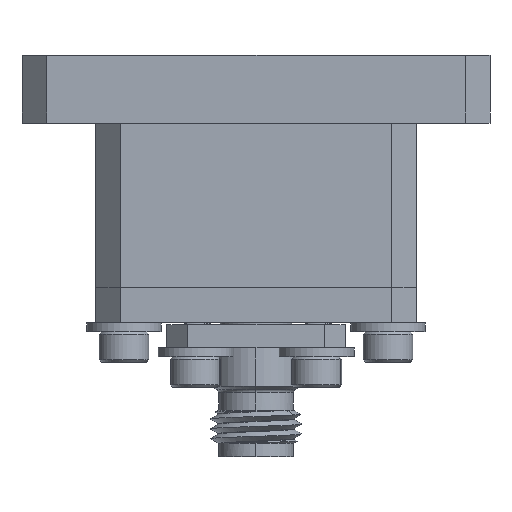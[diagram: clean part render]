
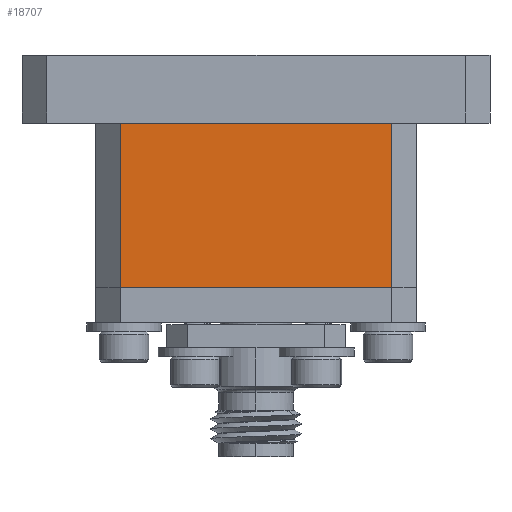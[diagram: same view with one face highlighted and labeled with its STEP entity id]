
A CAD part, front view. The second image highlights one B-rep face of the part: STEP entity #18707.
In plain terms, the highlighted planar face has unit normal (0, -1, 0).
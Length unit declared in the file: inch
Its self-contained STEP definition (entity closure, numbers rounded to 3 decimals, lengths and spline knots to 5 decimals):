
#1839 = VERTEX_POINT ( 'NONE', #2744 ) ;
#2080 = AXIS2_PLACEMENT_3D ( 'NONE', #23328, #6644, #9452 ) ;
#2313 = VERTEX_POINT ( 'NONE', #24294 ) ;
#2744 = CARTESIAN_POINT ( 'NONE',  ( -1.06281, -0.20721, 0.37331 ) ) ;
#3332 = VECTOR ( 'NONE', #16693, 39.37008 ) ;
#3965 = EDGE_LOOP ( 'NONE', ( #6720, #18999, #15972, #16810 ) ) ;
#4098 = FACE_OUTER_BOUND ( 'NONE', #3965, .T. ) ;
#5274 = CARTESIAN_POINT ( 'NONE',  ( -1.06281, -0.20721, 0.37331 ) ) ;
#6644 = DIRECTION ( 'NONE',  ( 0., 1., 0. ) ) ;
#6720 = ORIENTED_EDGE ( 'NONE', *, *, #30910, .T. ) ;
#7786 = LINE ( 'NONE', #17398, #30025 ) ;
#7927 = VECTOR ( 'NONE', #23336, 39.37008 ) ;
#9452 = DIRECTION ( 'NONE',  ( -1., 0., 0. ) ) ;
#14025 = LINE ( 'NONE', #28938, #7927 ) ;
#14229 = LINE ( 'NONE', #5274, #33443 ) ;
#15972 = ORIENTED_EDGE ( 'NONE', *, *, #28351, .F. ) ;
#16693 = DIRECTION ( 'NONE',  ( -1., 0., 0. ) ) ;
#16810 = ORIENTED_EDGE ( 'NONE', *, *, #31273, .T. ) ;
#17049 = DIRECTION ( 'NONE',  ( -1., 0., 0. ) ) ;
#17398 = CARTESIAN_POINT ( 'NONE',  ( -1.89281, -0.20721, 0.37331 ) ) ;
#18707 = ADVANCED_FACE ( 'NONE', ( #4098 ), #20502, .F. ) ;
#18999 = ORIENTED_EDGE ( 'NONE', *, *, #34767, .T. ) ;
#20502 = PLANE ( 'NONE',  #2080 ) ;
#21655 = LINE ( 'NONE', #30228, #3332 ) ;
#21832 = VERTEX_POINT ( 'NONE', #34221 ) ;
#23328 = CARTESIAN_POINT ( 'NONE',  ( -1.89281, -0.20721, 0.37331 ) ) ;
#23336 = DIRECTION ( 'NONE',  ( 0., 0., -1. ) ) ;
#24294 = CARTESIAN_POINT ( 'NONE',  ( -1.82281, -0.20721, 0.37331 ) ) ;
#26099 = VERTEX_POINT ( 'NONE', #33627 ) ;
#27075 = DIRECTION ( 'NONE',  ( 0., 0., 1. ) ) ;
#28351 = EDGE_CURVE ( 'NONE', #1839, #2313, #7786, .T. ) ;
#28938 = CARTESIAN_POINT ( 'NONE',  ( -1.82281, -0.20721, 0.37331 ) ) ;
#30025 = VECTOR ( 'NONE', #17049, 39.37008 ) ;
#30228 = CARTESIAN_POINT ( 'NONE',  ( -1.89281, -0.20721, 0.83331 ) ) ;
#30910 = EDGE_CURVE ( 'NONE', #21832, #26099, #21655, .T. ) ;
#31273 = EDGE_CURVE ( 'NONE', #1839, #21832, #14229, .T. ) ;
#33443 = VECTOR ( 'NONE', #27075, 39.37008 ) ;
#33627 = CARTESIAN_POINT ( 'NONE',  ( -1.82281, -0.20721, 0.83331 ) ) ;
#34221 = CARTESIAN_POINT ( 'NONE',  ( -1.06281, -0.20721, 0.83331 ) ) ;
#34767 = EDGE_CURVE ( 'NONE', #26099, #2313, #14025, .T. ) ;
